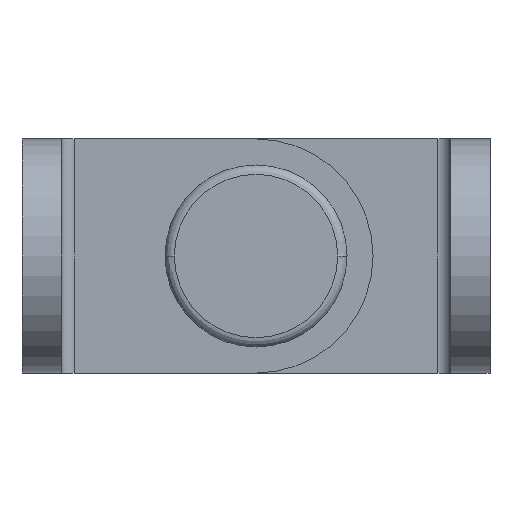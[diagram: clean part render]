
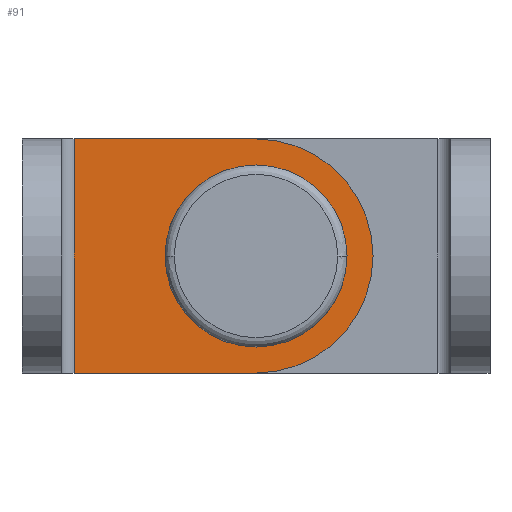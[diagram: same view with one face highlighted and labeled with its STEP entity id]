
A CAD part, front view. The second image highlights one B-rep face of the part: STEP entity #91.
In plain terms, the highlighted planar face has unit normal (0, -1, 0).
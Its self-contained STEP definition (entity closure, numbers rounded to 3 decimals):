
#39=FACE_BOUND('',#243,.T.);
#91=ADVANCED_FACE('',(#162,#39),#1180,.T.);
#162=FACE_OUTER_BOUND('',#242,.T.);
#242=EDGE_LOOP('',(#481,#482,#483,#484));
#243=EDGE_LOOP('',(#485,#486));
#481=ORIENTED_EDGE('',*,*,#726,.F.);
#482=ORIENTED_EDGE('',*,*,#722,.F.);
#483=ORIENTED_EDGE('',*,*,#725,.T.);
#484=ORIENTED_EDGE('',*,*,#743,.T.);
#485=ORIENTED_EDGE('',*,*,#748,.T.);
#486=ORIENTED_EDGE('',*,*,#755,.T.);
#722=EDGE_CURVE('',#1118,#1119,#855,.T.);
#725=EDGE_CURVE('',#1118,#1129,#811,.T.);
#726=EDGE_CURVE('',#1119,#1130,#812,.T.);
#743=EDGE_CURVE('',#1129,#1130,#939,.T.);
#748=EDGE_CURVE('',#1135,#1139,#943,.T.);
#755=EDGE_CURVE('',#1139,#1135,#947,.T.);
#811=B_SPLINE_CURVE_WITH_KNOTS('',1,(#2235,#2236),.UNSPECIFIED.,.F.,.F.,
(2,2),(42.285,49.285),.UNSPECIFIED.);
#812=B_SPLINE_CURVE_WITH_KNOTS('',1,(#2237,#2238),.UNSPECIFIED.,.F.,.F.,
(2,2),(42.285,49.285),.UNSPECIFIED.);
#855=(
BOUNDED_CURVE()
B_SPLINE_CURVE(1,(#2228,#2229),.UNSPECIFIED.,.F.,.F.)
B_SPLINE_CURVE_WITH_KNOTS((2,2),(0.,9.),.UNSPECIFIED.)
CURVE()
GEOMETRIC_REPRESENTATION_ITEM()
RATIONAL_B_SPLINE_CURVE((1.,1.))
REPRESENTATION_ITEM('')
);
#939=TRIMMED_CURVE($,#1027,(#2276),(#2277),.T.,.CARTESIAN.);
#943=TRIMMED_CURVE($,#1031,(#2290),(#2291),.T.,.CARTESIAN.);
#947=TRIMMED_CURVE($,#1035,(#2308),(#2309),.T.,.CARTESIAN.);
#1027=CIRCLE('',#1427,4.5);
#1031=CIRCLE('',#1431,2.15);
#1035=CIRCLE('',#1435,2.15);
#1118=VERTEX_POINT('',#2202);
#1119=VERTEX_POINT('',#2203);
#1129=VERTEX_POINT('',#2213);
#1130=VERTEX_POINT('',#2214);
#1135=VERTEX_POINT('',#2219);
#1139=VERTEX_POINT('',#2223);
#1180=PLANE('',#1408);
#1408=AXIS2_PLACEMENT_3D('',#2188,#1618,$);
#1427=AXIS2_PLACEMENT_3D($,#2275,#1643,#1644);
#1431=AXIS2_PLACEMENT_3D($,#2289,#1651,#1652);
#1435=AXIS2_PLACEMENT_3D($,#2307,#1659,#1660);
#1618=DIRECTION('',(0.,-1.,0.));
#1643=DIRECTION('',(0.,-1.,0.));
#1644=DIRECTION('',(0.,0.,-1.));
#1651=DIRECTION('',(0.,1.,0.));
#1652=DIRECTION('',(1.,0.,0.));
#1659=DIRECTION('',(0.,1.,0.));
#1660=DIRECTION('',(-1.,0.,0.));
#2188=CARTESIAN_POINT('',(-3.85,9.,-3.356));
#2202=CARTESIAN_POINT('',(-3.85,9.,-3.356));
#2203=CARTESIAN_POINT('',(-3.85,9.,5.644));
#2213=CARTESIAN_POINT('',(3.15,9.,-3.356));
#2214=CARTESIAN_POINT('',(3.15,9.,5.644));
#2219=CARTESIAN_POINT('',(5.3,9.,1.144));
#2223=CARTESIAN_POINT('',(1.,9.,1.144));
#2228=CARTESIAN_POINT('',(-3.85,9.,-3.356));
#2229=CARTESIAN_POINT('',(-3.85,9.,5.644));
#2235=CARTESIAN_POINT('',(-3.85,9.,-3.356));
#2236=CARTESIAN_POINT('',(3.15,9.,-3.356));
#2237=CARTESIAN_POINT('',(-3.85,9.,5.644));
#2238=CARTESIAN_POINT('',(3.15,9.,5.644));
#2275=CARTESIAN_POINT('',(3.15,9.,1.144));
#2276=CARTESIAN_POINT('',(3.15,9.,-3.356));
#2277=CARTESIAN_POINT('',(3.15,9.,5.644));
#2289=CARTESIAN_POINT('',(3.15,9.,1.144));
#2290=CARTESIAN_POINT('',(5.3,9.,1.144));
#2291=CARTESIAN_POINT('',(1.,9.,1.144));
#2307=CARTESIAN_POINT('',(3.15,9.,1.144));
#2308=CARTESIAN_POINT('',(1.,9.,1.144));
#2309=CARTESIAN_POINT('',(5.3,9.,1.144));
